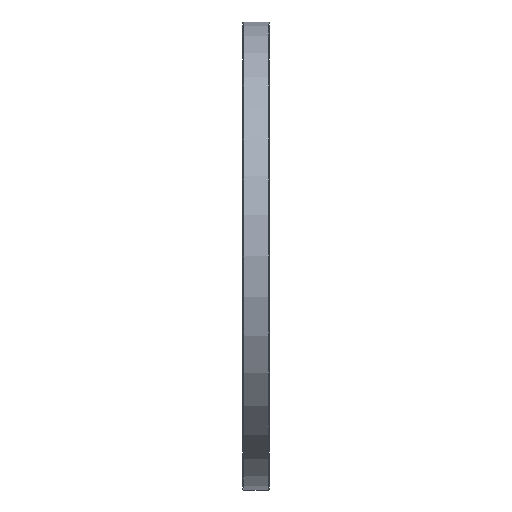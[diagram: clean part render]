
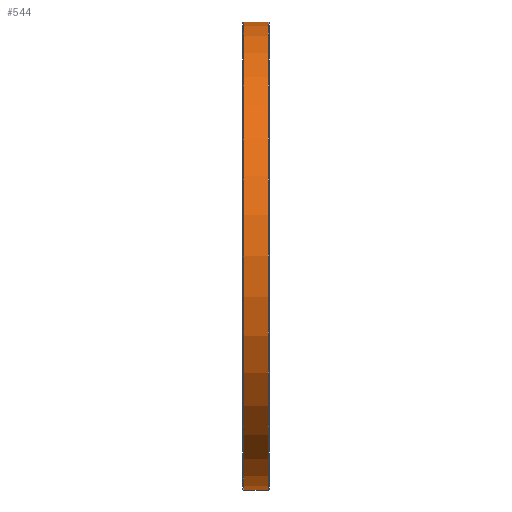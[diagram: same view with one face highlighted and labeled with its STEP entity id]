
A CAD part, left-side view. The second image highlights one B-rep face of the part: STEP entity #544.
In plain terms, the highlighted cylindrical face has radius 142.5 mm (diameter 285 mm), a partial arc.
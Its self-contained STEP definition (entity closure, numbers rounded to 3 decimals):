
#84 = VERTEX_POINT ( 'NONE', #2145 ) ;
#86 = VECTOR ( 'NONE', #486, 1000. ) ;
#145 = CIRCLE ( 'NONE', #2176, 142.5 ) ;
#175 = VERTEX_POINT ( 'NONE', #1239 ) ;
#245 = CARTESIAN_POINT ( 'NONE',  ( 0., 0.4, 0. ) ) ;
#323 = LINE ( 'NONE', #1488, #1742 ) ;
#406 = CARTESIAN_POINT ( 'NONE',  ( 0., 16., 0. ) ) ;
#451 = EDGE_CURVE ( 'NONE', #175, #2372, #145, .T. ) ;
#479 = DIRECTION ( 'NONE',  ( 0., -1., 0. ) ) ;
#486 = DIRECTION ( 'NONE',  ( 0., -1., 0. ) ) ;
#544 = ADVANCED_FACE ( 'NONE', ( #1477 ), #2660, .T. ) ;
#752 = EDGE_CURVE ( 'NONE', #84, #1730, #2054, .T. ) ;
#791 = LINE ( 'NONE', #2640, #86 ) ;
#992 = DIRECTION ( 'NONE',  ( 0., 0., -1. ) ) ;
#1239 = CARTESIAN_POINT ( 'NONE',  ( 0., 0.4, -142.5 ) ) ;
#1287 = ORIENTED_EDGE ( 'NONE', *, *, #752, .T. ) ;
#1403 = CARTESIAN_POINT ( 'NONE',  ( 0., 15.6, -142.5 ) ) ;
#1409 = ORIENTED_EDGE ( 'NONE', *, *, #1958, .F. ) ;
#1471 = EDGE_CURVE ( 'NONE', #1730, #175, #791, .T. ) ;
#1477 = FACE_OUTER_BOUND ( 'NONE', #1811, .T. ) ;
#1488 = CARTESIAN_POINT ( 'NONE',  ( 0., 16., 142.5 ) ) ;
#1534 = AXIS2_PLACEMENT_3D ( 'NONE', #406, #2271, #992 ) ;
#1582 = CARTESIAN_POINT ( 'NONE',  ( 0., 15.6, 0. ) ) ;
#1730 = VERTEX_POINT ( 'NONE', #1403 ) ;
#1742 = VECTOR ( 'NONE', #479, 1000. ) ;
#1811 = EDGE_LOOP ( 'NONE', ( #1409, #1287, #2276, #2561 ) ) ;
#1958 = EDGE_CURVE ( 'NONE', #84, #2372, #323, .T. ) ;
#2054 = CIRCLE ( 'NONE', #2355, 142.5 ) ;
#2145 = CARTESIAN_POINT ( 'NONE',  ( 0., 15.6, 142.5 ) ) ;
#2176 = AXIS2_PLACEMENT_3D ( 'NONE', #245, #2315, #2260 ) ;
#2260 = DIRECTION ( 'NONE',  ( 0., 0., 1. ) ) ;
#2271 = DIRECTION ( 'NONE',  ( 0., -1., 0. ) ) ;
#2276 = ORIENTED_EDGE ( 'NONE', *, *, #1471, .T. ) ;
#2315 = DIRECTION ( 'NONE',  ( 0., 1., 0. ) ) ;
#2355 = AXIS2_PLACEMENT_3D ( 'NONE', #1582, #2517, #2550 ) ;
#2372 = VERTEX_POINT ( 'NONE', #2643 ) ;
#2517 = DIRECTION ( 'NONE',  ( 0., -1., 0. ) ) ;
#2550 = DIRECTION ( 'NONE',  ( 0., 0., 1. ) ) ;
#2561 = ORIENTED_EDGE ( 'NONE', *, *, #451, .T. ) ;
#2640 = CARTESIAN_POINT ( 'NONE',  ( 0., 16., -142.5 ) ) ;
#2643 = CARTESIAN_POINT ( 'NONE',  ( 0., 0.4, 142.5 ) ) ;
#2660 = CYLINDRICAL_SURFACE ( 'NONE', #1534, 142.5 ) ;
